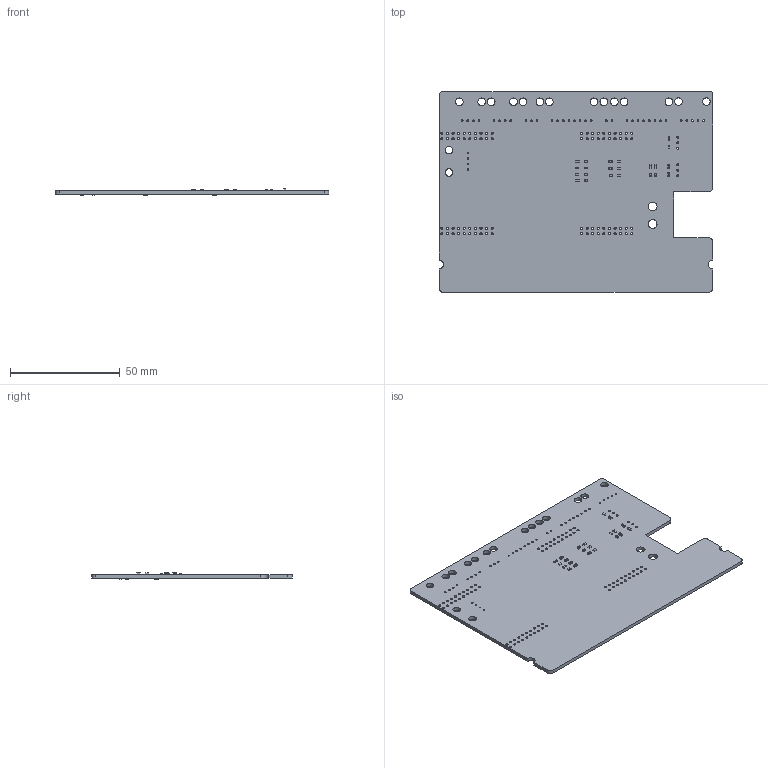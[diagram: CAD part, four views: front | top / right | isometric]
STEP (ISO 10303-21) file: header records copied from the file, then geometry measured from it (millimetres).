
FILE_DESCRIPTION(('KiCad electronic assembly'),'2;1');
FILE_NAME('SRASensorBoard_Hardware.step','2019-03-17T15:54:34',( 'An Author'),('A Company'),'Open CASCADE STEP processor 6.9', 'KiCad to STEP converter','Unknown');
FILE_SCHEMA(('AUTOMOTIVE_DESIGN { 1 0 10303 214 1 1 1 1 }'));
Length unit declared in the file: millimetre
Products named in the file (8): Open CASCADE STEP translator 6.9 1; R_0603_1608Metric; SOLID; C_0603_1608Metric; D_0603_1608Metric; COMPOUND
Assembly tree (30 placements, depth 3):
  Open CASCADE STEP translator 6.9 1
    R_0603_1608Metric  x13
      SOLID
    C_0603_1608Metric  x4
      SOLID
    D_0603_1608Metric  x9
      SOLID
    COMPOUND
Bounding box: 124.56 x 91.34 x 2.95 mm (x, y, z)
Volume: 17169.8 mm3; surface area: 23221.3 mm2
Topology: 27 solids, 27 shells, 964 faces, 2627 edges, 1734 vertices
Faces by surface type: plane 536, cylinder 428
Full cylindrical faces by diameter (mm): 0.762 x38, 0.889 x6, 1 x80, 3.45 x16, 4.06 x2
Entity records: 21011 total; most frequent: CARTESIAN_POINT 5422, DIRECTION 2775, ORIENTED_EDGE 1462, PCURVE 1462, DEFINITIONAL_REPRESENTATION 1462, LINE 1449, VECTOR 1449, EDGE_CURVE 731
